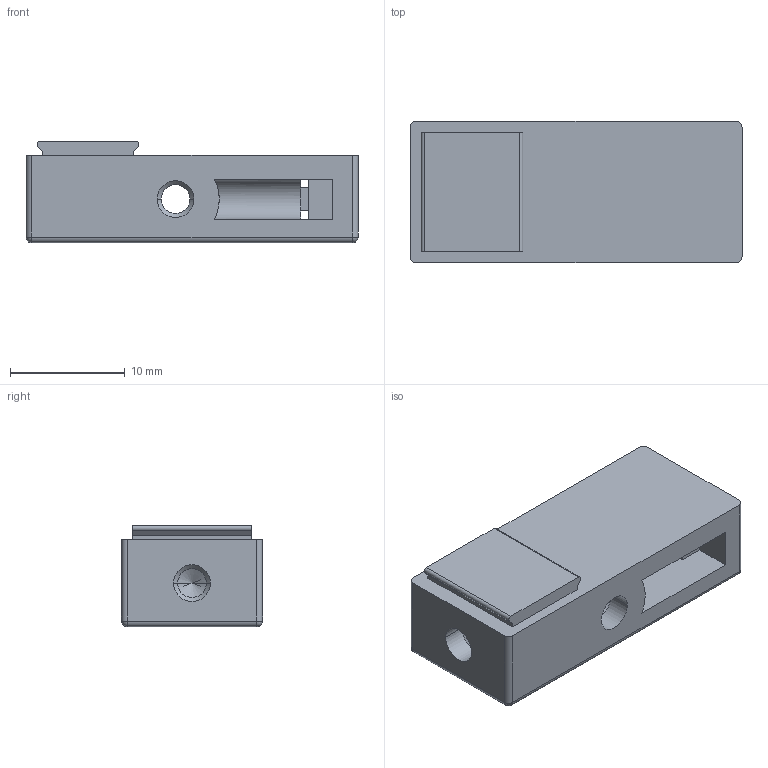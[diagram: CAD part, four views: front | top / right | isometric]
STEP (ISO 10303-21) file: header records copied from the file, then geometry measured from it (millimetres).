
FILE_DESCRIPTION(('SolidDesigner STEP Export'),'2;1');
FILE_NAME('bf-pc_4.stp','2003-02-21T12:55:22',(''),(''),'OneSpaceDesigner STEP processor Version: 9.0 (March 2001)for AP214(CD)(Solid Model)','CoCreate OneSpaceDesigner: 11.50A 18-Jul-2002(C) CoCreate Software GmbH','');
FILE_SCHEMA(('AUTOMOTIVE_DESIGN_CC2 {1 2 10303 214 -1 1 5 1}'));
Length unit declared in the file: millimetre
Products named in the file (2): bf-pc_4
Assembly tree (1 placements, depth 2):
  bf-pc_4
    bf-pc_4
Bounding box: 28.9 x 12.3 x 8.84 mm (x, y, z)
Volume: 2362.6 mm3; surface area: 1830.8 mm2
Topology: 1 solids, 1 shells, 111 faces, 287 edges, 177 vertices
Faces by surface type: cylinder 49, plane 48, cone 10, sphere 4
Entity records: 4211 total; most frequent: CARTESIAN_POINT 707, ORIENTED_EDGE 562, DIRECTION 506, EDGE_CURVE 281, VECTOR 178, LINE 178, VERTEX_POINT 177, AXIS2_PLACEMENT_3D 164
